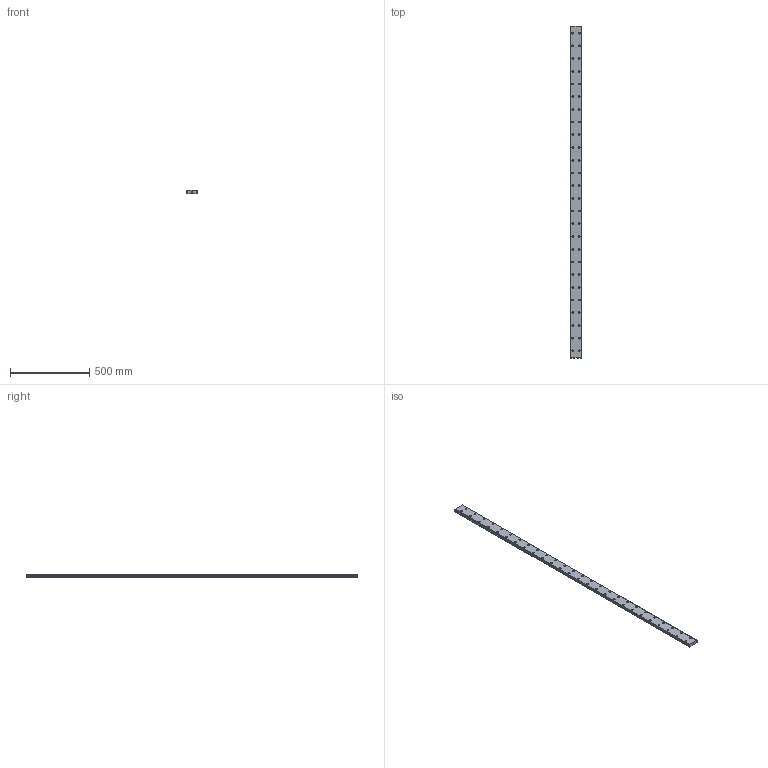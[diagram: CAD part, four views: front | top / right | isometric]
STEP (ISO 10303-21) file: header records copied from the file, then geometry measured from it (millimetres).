
FILE_DESCRIPTION(('STEP AP214'),'1');
FILE_NAME('cctmp_8FD70E1E-7829-404A-9610-D2367E45DEF5_2021_03_09_10_42_05_0308..stp','2021-03-09T09:42:05',('HIWIN GmbH'),('CADClick - www.CADClick.com'),'Spatial InterOp 3D',' ','unknown authorization');
FILE_SCHEMA(('AUTOMOTIVE_DESIGN'));
Length unit declared in the file: millimetre
Products named in the file (1): WER35R2090H_FILE
Bounding box: 69 x 2090 x 19 mm (x, y, z)
Volume: 2522386.2 mm3; surface area: 407839.4 mm2
Topology: 1 solids, 1 shells, 571 faces, 1227 edges, 818 vertices
Faces by surface type: cylinder 330, plane 241
Entity records: 20373 total; most frequent: DIRECTION 3031, CARTESIAN_POINT 2617, ORIENTED_EDGE 2454, AXIS2_PLACEMENT_3D 1232, EDGE_CURVE 1227, VERTEX_POINT 818, EDGE_LOOP 731, CIRCLE 660
